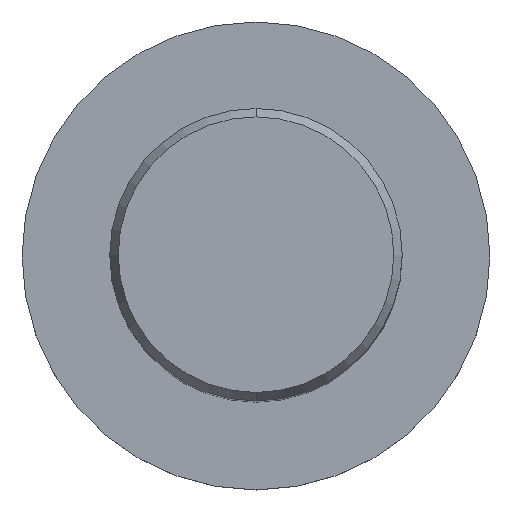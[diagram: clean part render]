
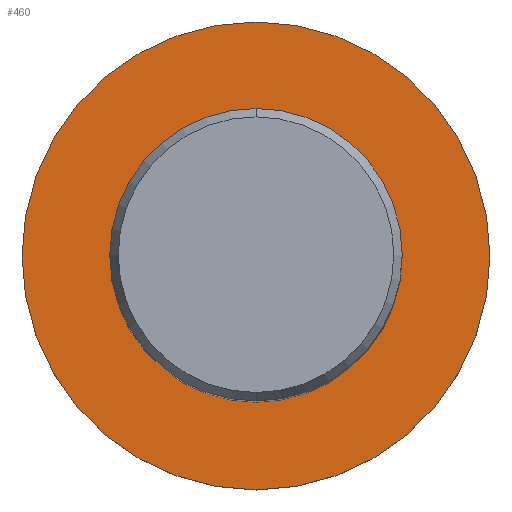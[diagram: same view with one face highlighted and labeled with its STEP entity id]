
A CAD part, top view. The second image highlights one B-rep face of the part: STEP entity #460.
In plain terms, the highlighted planar face has unit normal (0, 0, 1).
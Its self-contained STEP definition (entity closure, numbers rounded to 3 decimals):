
#302=EDGE_CURVE('',#436,#322,#644,.T.);
#318=EDGE_CURVE('',#322,#436,#661,.T.);
#322=VERTEX_POINT('',#665);
#436=VERTEX_POINT('',#792);
#458=EDGE_CURVE('',#472,#464,#815,.T.);
#460=ADVANCED_FACE('',(#817,#818),#819,.T.);
#464=VERTEX_POINT('',#824);
#468=EDGE_CURVE('',#464,#472,#828,.T.);
#472=VERTEX_POINT('',#833);
#644=CIRCLE('',#1185,10.0);
#661=CIRCLE('',#1204,10.0);
#665=CARTESIAN_POINT('',(0.0,10.0,-50.0));
#792=CARTESIAN_POINT('',(0.,-10.0,-50.0));
#815=CIRCLE('',#1490,16.0);
#817=FACE_BOUND('',#1492,.T.);
#818=FACE_OUTER_BOUND('',#1493,.T.);
#819=PLANE('',#1494);
#824=CARTESIAN_POINT('',(0.,-16.0,-50.0));
#828=CIRCLE('',#1505,16.0);
#833=CARTESIAN_POINT('',(0.0,16.0,-50.0));
#1185=AXIS2_PLACEMENT_3D('',#1719,#1720,#1721);
#1204=AXIS2_PLACEMENT_3D('',#1733,#1734,#1735);
#1490=AXIS2_PLACEMENT_3D('',#1905,#1906,#1907);
#1492=EDGE_LOOP('',(#1909,#1910));
#1493=EDGE_LOOP('',(#1911,#1912));
#1494=AXIS2_PLACEMENT_3D('',#1913,#1914,#1915);
#1505=AXIS2_PLACEMENT_3D('',#1925,#1926,#1927);
#1719=CARTESIAN_POINT('',(0.0,0.0,-50.0));
#1720=DIRECTION('',(-0.0,0.0,-1.0));
#1721=DIRECTION('',(0.0,1.0,0.0));
#1733=CARTESIAN_POINT('',(0.0,0.0,-50.0));
#1734=DIRECTION('',(-0.0,0.0,-1.0));
#1735=DIRECTION('',(0.0,1.0,0.0));
#1905=CARTESIAN_POINT('',(0.0,0.0,-50.0));
#1906=DIRECTION('',(0.0,0.0,-1.0));
#1907=DIRECTION('',(0.0,1.0,0.0));
#1909=ORIENTED_EDGE('',*,*,#318,.T.);
#1910=ORIENTED_EDGE('',*,*,#302,.T.);
#1911=ORIENTED_EDGE('',*,*,#458,.F.);
#1912=ORIENTED_EDGE('',*,*,#468,.F.);
#1913=CARTESIAN_POINT('',(0.0,8.0,-50.0));
#1914=DIRECTION('',(-0.0,0.0,1.0));
#1915=DIRECTION('',(0.0,-1.0,0.0));
#1925=CARTESIAN_POINT('',(0.0,0.0,-50.0));
#1926=DIRECTION('',(0.0,0.0,-1.0));
#1927=DIRECTION('',(0.0,1.0,0.0));
